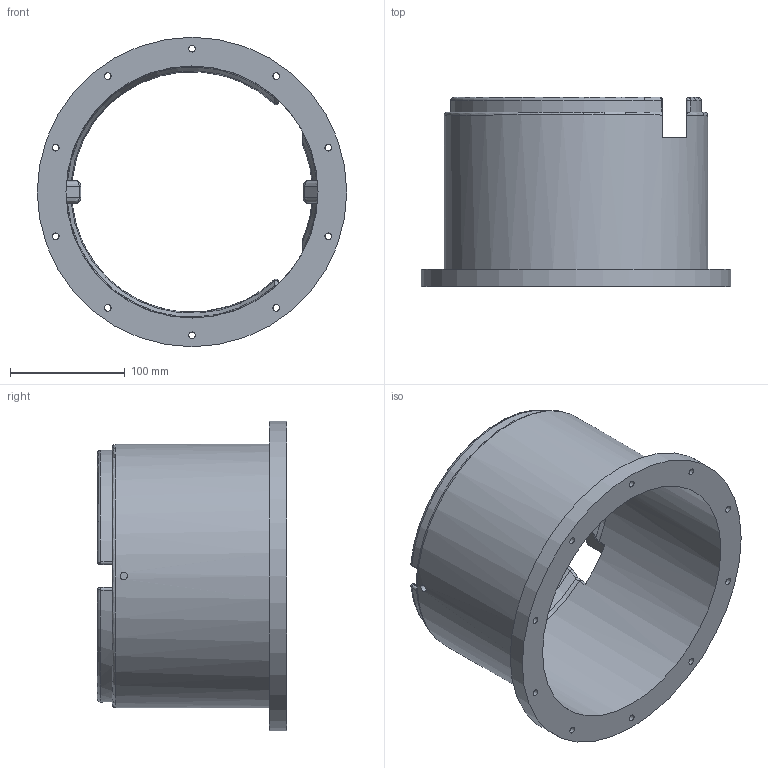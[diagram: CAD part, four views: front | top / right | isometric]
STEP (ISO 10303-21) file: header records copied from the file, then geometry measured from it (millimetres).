
FILE_DESCRIPTION(/* description */ (''),/* implementation_level */ '2;1');
FILE_NAME(/* name */ 'Cylinder Housing_base.stp',/* time_stamp */ '2025-07-30T17:37:08-04:00',/* author */ ('mumin'),/* organization */ (''),/* preprocessor_version */ 'ST-DEVELOPER v20',/* originating_system */ 'Autodesk Inventor 2025',/* authorisation */ '');
FILE_SCHEMA (('AUTOMOTIVE_DESIGN { 1 0 10303 214 3 1 1 }'));
Length unit declared in the file: millimetre
Products named in the file (1): Cylinder Housing_base
Bounding box: 270 x 165 x 270 mm (x, y, z)
Volume: 822774.9 mm3; surface area: 274349.7 mm2
Topology: 1 solids, 1 shells, 471 faces, 1225 edges, 792 vertices
Faces by surface type: plane 222, bspline 149, cylinder 61, torus 19, sphere 14, cone 6
Full cylindrical faces by diameter (mm): 5.75 x10, 6.5 x2, 8.5 x10, 220 x1, 230 x1, 270 x1
Entity records: 16813 total; most frequent: CARTESIAN_POINT 6136, ORIENTED_EDGE 2450, DIRECTION 1720, EDGE_CURVE 1225, VERTEX_POINT 792, LINE 708, VECTOR 708, EDGE_LOOP 533
